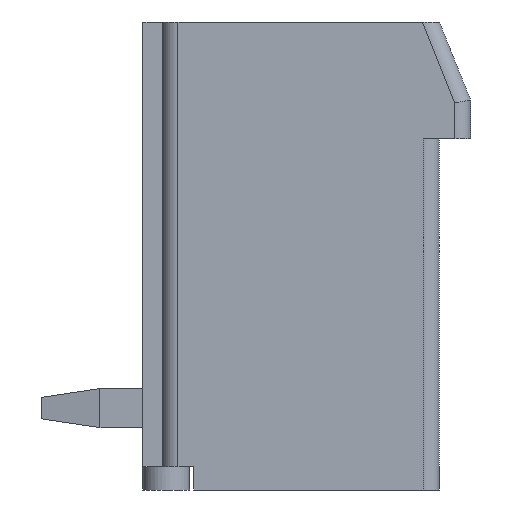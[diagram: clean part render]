
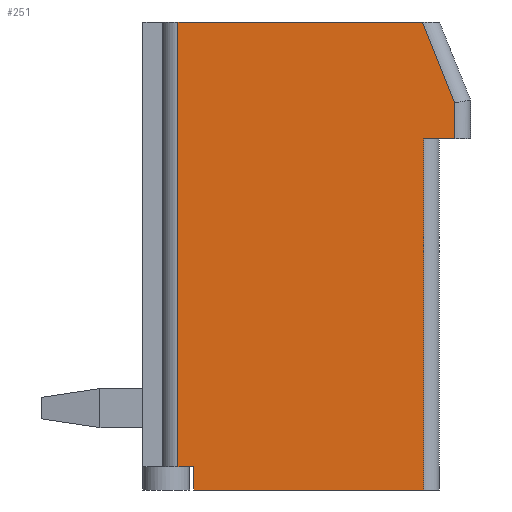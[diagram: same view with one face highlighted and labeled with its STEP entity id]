
A CAD part, left-side view. The second image highlights one B-rep face of the part: STEP entity #251.
In plain terms, the highlighted planar face has unit normal (-1, 0, 0).
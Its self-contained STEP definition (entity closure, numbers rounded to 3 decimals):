
#251 = ADVANCED_FACE( '', ( #613 ), #614, .T. );
#613 = FACE_OUTER_BOUND( '', #1111, .T. );
#614 = PLANE( '', #1112 );
#1111 = EDGE_LOOP( '', ( #1622, #1623, #1624, #1625, #1626, #1627, #1628, #1629, #1630 ) );
#1112 = AXIS2_PLACEMENT_3D( '', #1631, #1632, #1633 );
#1622 = ORIENTED_EDGE( '', *, *, #3072, .T. );
#1623 = ORIENTED_EDGE( '', *, *, #3073, .T. );
#1624 = ORIENTED_EDGE( '', *, *, #3074, .T. );
#1625 = ORIENTED_EDGE( '', *, *, #3075, .T. );
#1626 = ORIENTED_EDGE( '', *, *, #3076, .T. );
#1627 = ORIENTED_EDGE( '', *, *, #3077, .T. );
#1628 = ORIENTED_EDGE( '', *, *, #3078, .F. );
#1629 = ORIENTED_EDGE( '', *, *, #3079, .T. );
#1630 = ORIENTED_EDGE( '', *, *, #3080, .F. );
#1631 = CARTESIAN_POINT( '', ( 0., 8.4, 12. ) );
#1632 = DIRECTION( '', ( -1., 0., 0. ) );
#1633 = DIRECTION( '', ( 0., 0., 1. ) );
#3072 = EDGE_CURVE( '', #3668, #3669, #3670, .T. );
#3073 = EDGE_CURVE( '', #3669, #3671, #3672, .T. );
#3074 = EDGE_CURVE( '', #3671, #3673, #3674, .F. );
#3075 = EDGE_CURVE( '', #3673, #3675, #3676, .T. );
#3076 = EDGE_CURVE( '', #3675, #3677, #3678, .F. );
#3077 = EDGE_CURVE( '', #3677, #3679, #3680, .F. );
#3078 = EDGE_CURVE( '', #3681, #3679, #3682, .T. );
#3079 = EDGE_CURVE( '', #3681, #3683, #3684, .F. );
#3080 = EDGE_CURVE( '', #3668, #3683, #3685, .T. );
#3668 = VERTEX_POINT( '', #4531 );
#3669 = VERTEX_POINT( '', #4532 );
#3670 = LINE( '', #4533, #4534 );
#3671 = VERTEX_POINT( '', #4535 );
#3672 = LINE( '', #4536, #4537 );
#3673 = VERTEX_POINT( '', #4538 );
#3674 = LINE( '', #4539, #4540 );
#3675 = VERTEX_POINT( '', #4541 );
#3676 = LINE( '', #4542, #4543 );
#3677 = VERTEX_POINT( '', #4544 );
#3678 = LINE( '', #4545, #4546 );
#3679 = VERTEX_POINT( '', #4547 );
#3680 = LINE( '', #4548, #4549 );
#3681 = VERTEX_POINT( '', #4550 );
#3682 = LINE( '', #4551, #4552 );
#3683 = VERTEX_POINT( '', #4553 );
#3684 = LINE( '', #4554, #4555 );
#3685 = LINE( '', #4556, #4557 );
#4531 = CARTESIAN_POINT( '', ( 0., 7.1, 0.6 ) );
#4532 = CARTESIAN_POINT( '', ( 0., 7.1, 0. ) );
#4533 = CARTESIAN_POINT( '', ( 0., 7.1, 0.6 ) );
#4534 = VECTOR( '', #5711, 1000. );
#4535 = CARTESIAN_POINT( '', ( 0., 1.2, 0. ) );
#4536 = CARTESIAN_POINT( '', ( 0., 8.4, 0. ) );
#4537 = VECTOR( '', #5712, 1000. );
#4538 = CARTESIAN_POINT( '', ( 0., 1.2, 9. ) );
#4539 = CARTESIAN_POINT( '', ( 0., 1.2, 12. ) );
#4540 = VECTOR( '', #5713, 1000. );
#4541 = CARTESIAN_POINT( '', ( 0., 0.4, 9. ) );
#4542 = CARTESIAN_POINT( '', ( 0., 0.8, 9. ) );
#4543 = VECTOR( '', #5714, 1000. );
#4544 = CARTESIAN_POINT( '', ( 0., 0.4, 9.923 ) );
#4545 = CARTESIAN_POINT( '', ( 0., 0.4, 12. ) );
#4546 = VECTOR( '', #5715, 1000. );
#4547 = CARTESIAN_POINT( '', ( 0., 1.231, 12. ) );
#4548 = CARTESIAN_POINT( '', ( 0., 2.22, 14.472 ) );
#4549 = VECTOR( '', #5716, 1000. );
#4550 = CARTESIAN_POINT( '', ( 0., 7.5, 12. ) );
#4551 = CARTESIAN_POINT( '', ( 0., 8.4, 12. ) );
#4552 = VECTOR( '', #5717, 1000. );
#4553 = CARTESIAN_POINT( '', ( 0., 7.5, 0.6 ) );
#4554 = CARTESIAN_POINT( '', ( 0., 7.5, 12. ) );
#4555 = VECTOR( '', #5718, 1000. );
#4556 = CARTESIAN_POINT( '', ( 0., 7.1, 0.6 ) );
#4557 = VECTOR( '', #5719, 1000. );
#5711 = DIRECTION( '', ( 0., 0., -1. ) );
#5712 = DIRECTION( '', ( 0., -1., 0. ) );
#5713 = DIRECTION( '', ( 0., 0., -1. ) );
#5714 = DIRECTION( '', ( 0., -1., 0. ) );
#5715 = DIRECTION( '', ( 0., 0., -1. ) );
#5716 = DIRECTION( '', ( 0., -0.371, -0.928 ) );
#5717 = DIRECTION( '', ( 0., -1., 0. ) );
#5718 = DIRECTION( '', ( 0., 0., 1. ) );
#5719 = DIRECTION( '', ( 0., 1., 0. ) );
